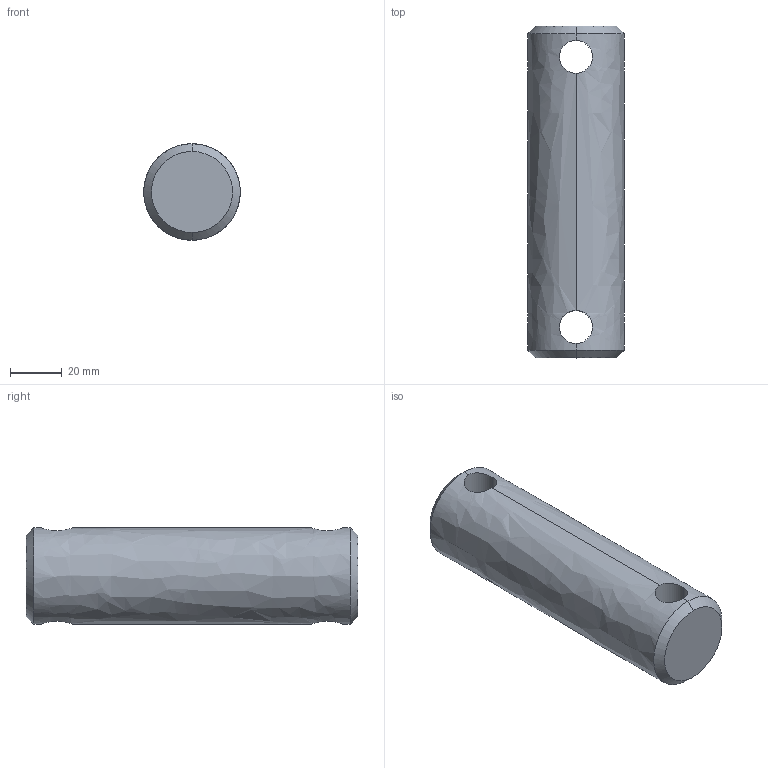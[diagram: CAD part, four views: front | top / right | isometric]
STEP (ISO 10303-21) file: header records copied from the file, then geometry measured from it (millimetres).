
FILE_DESCRIPTION(('FreeCAD Model'),'2;1');
FILE_NAME('Open CASCADE Shape Model','2025-05-09T15:56:54',('FreeCAD'),( 'FreeCAD'),'Open CASCADE STEP processor 7.6','FreeCAD','Unknown');
FILE_SCHEMA(('AUTOMOTIVE_DESIGN { 1 0 10303 214 1 1 1 1 }'));
Length unit declared in the file: millimetre
Products named in the file (1): Open CASCADE STEP translator 7.6 1
Bounding box: 37.25 x 128.14 x 37.25 mm (x, y, z)
Volume: 129671.1 mm3; surface area: 19126.7 mm2
Topology: 1 solids, 1 shells, 12 faces, 38 edges, 24 vertices
Faces by surface type: bspline 12
Entity records: 708 total; most frequent: CARTESIAN_POINT 485, ORIENTED_EDGE 76, EDGE_CURVE 38, B_SPLINE_CURVE_WITH_KNOTS 30, VERTEX_POINT 24, ADVANCED_FACE 12, FACE_BOUND 12, EDGE_LOOP 12
